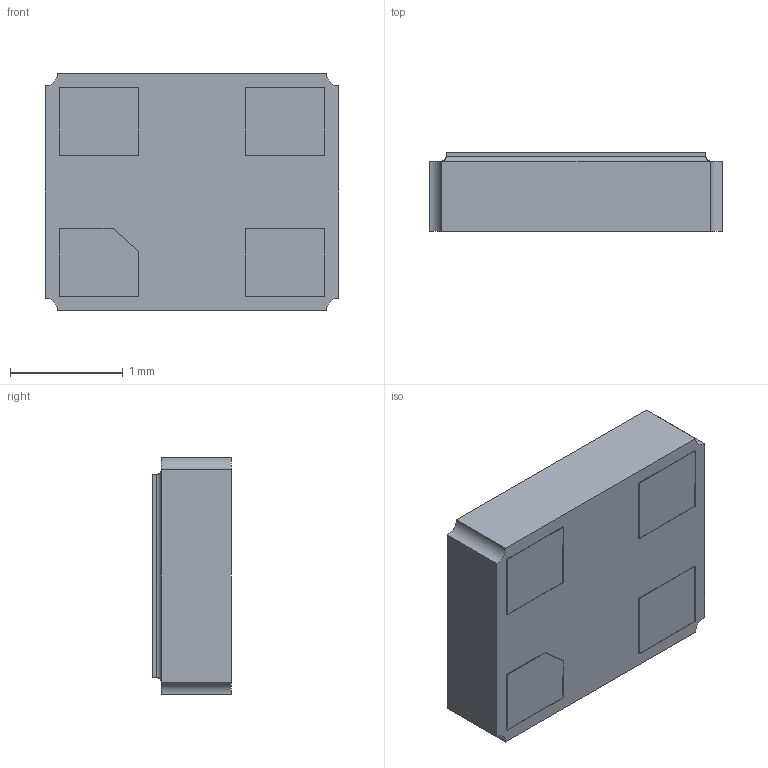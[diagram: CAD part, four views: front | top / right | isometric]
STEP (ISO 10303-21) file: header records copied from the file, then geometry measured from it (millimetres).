
FILE_DESCRIPTION(('FreeCAD Model'),'2;1');
FILE_NAME('ABM10.step', '2020-09-03T19:59:40',('Author'),(''), 'Open CASCADE STEP processor 7.2','FreeCAD','Unknown');
FILE_SCHEMA(('AUTOMOTIVE_DESIGN { 1 0 10303 214 1 1 1 1 }'));
Length unit declared in the file: millimetre
Products named in the file (1): User_Library-ABM10_Xtal-1
Bounding box: 2.6 x 0.7 x 2.1 mm (x, y, z)
Volume: 3.7 mm3; surface area: 20.5 mm2
Topology: 5 solids, 5 shells, 111 faces, 807 edges, 2330 vertices
Faces by surface type: plane 84, bspline 19, cylinder 8
Entity records: 15792 total; most frequent: CARTESIAN_POINT 7212, DIRECTION 1345, LINE 1103, VECTOR 1103, GEOMETRIC_CURVE_SET 539, ORIENTED_EDGE 538, PCURVE 538, DEFINITIONAL_REPRESENTATION 538
